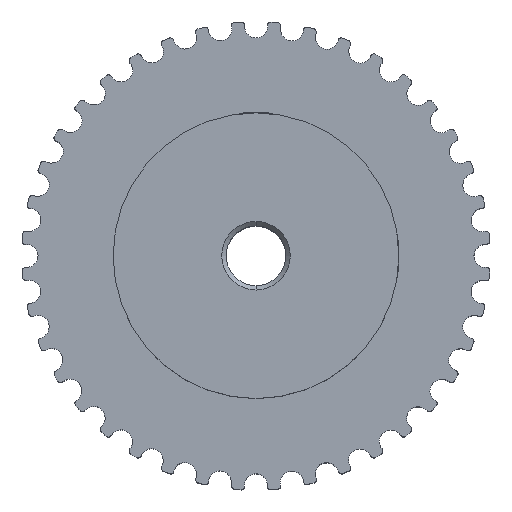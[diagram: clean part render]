
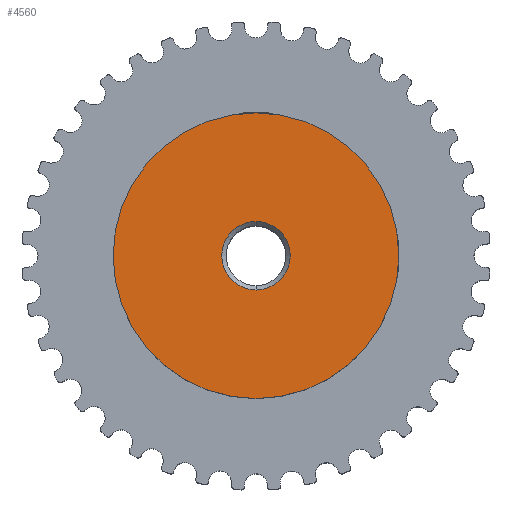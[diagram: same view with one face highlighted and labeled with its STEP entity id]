
A CAD part, top view. The second image highlights one B-rep face of the part: STEP entity #4560.
In plain terms, the highlighted planar face has unit normal (0, 0, 1).
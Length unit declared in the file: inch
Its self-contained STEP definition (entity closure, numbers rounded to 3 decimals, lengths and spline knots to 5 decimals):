
#1=CARTESIAN_POINT('',(0.,0.,0.40625));
#2=DIRECTION('',(0.,0.,1.));
#3=DIRECTION('',(0.,1.,0.));
#4=AXIS2_PLACEMENT_3D('',#1,#2,#3);
#6=CARTESIAN_POINT('',(0.,0.,0.40625));
#7=DIRECTION('',(0.,0.,-1.));
#8=DIRECTION('',(0.,1.,0.));
#9=AXIS2_PLACEMENT_3D('',#6,#7,#8);
#20=CARTESIAN_POINT('',(0.,0.,0.40625));
#21=DIRECTION('',(0.,0.,-1.));
#22=DIRECTION('',(0.,1.,0.));
#23=AXIS2_PLACEMENT_3D('',#20,#21,#22);
#2109=CARTESIAN_POINT('',(0.,0.,0.40625));
#2110=DIRECTION('',(0.,0.,1.));
#2111=DIRECTION('',(0.,1.,0.));
#2112=AXIS2_PLACEMENT_3D('',#2109,#2110,#2111);
#3607=CARTESIAN_POINT('',(0.,0.75,0.40625));
#3608=CARTESIAN_POINT('',(0.,-0.75,0.40625));
#3609=VERTEX_POINT('',#3607);
#3610=VERTEX_POINT('',#3608);
#3775=CARTESIAN_POINT('',(0.,0.17998,0.40625));
#3776=CARTESIAN_POINT('',(0.,-0.17998,0.40625));
#3777=VERTEX_POINT('',#3775);
#3778=VERTEX_POINT('',#3776);
#4543=CARTESIAN_POINT('',(0.,0.,0.40625));
#4544=DIRECTION('',(0.,0.,-1.));
#4545=DIRECTION('',(0.,-1.,0.));
#4546=AXIS2_PLACEMENT_3D('',#4543,#4544,#4545);
#4547=PLANE('',#4546);
#4549=ORIENTED_EDGE('',*,*,#4548,.F.);
#4551=ORIENTED_EDGE('',*,*,#4550,.T.);
#4552=EDGE_LOOP('',(#4549,#4551));
#4553=FACE_OUTER_BOUND('',#4552,.F.);
#4555=ORIENTED_EDGE('',*,*,#4554,.F.);
#4557=ORIENTED_EDGE('',*,*,#4556,.T.);
#4558=EDGE_LOOP('',(#4555,#4557));
#4559=FACE_BOUND('',#4558,.F.);
#4560=ADVANCED_FACE('',(#4553,#4559),#4547,.F.);
#5=CIRCLE('',#4,0.75);
#10=CIRCLE('',#9,0.75);
#24=CIRCLE('',#23,0.17998);
#2113=CIRCLE('',#2112,0.17998);
#4548=EDGE_CURVE('',#3609,#3610,#5,.T.);
#4550=EDGE_CURVE('',#3609,#3610,#10,.T.);
#4554=EDGE_CURVE('',#3777,#3778,#24,.T.);
#4556=EDGE_CURVE('',#3777,#3778,#2113,.T.);
